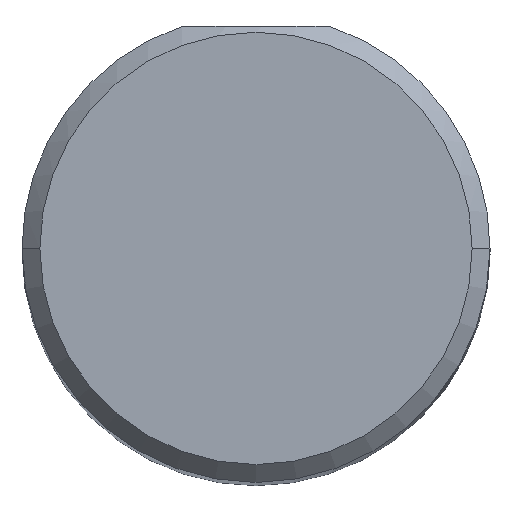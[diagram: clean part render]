
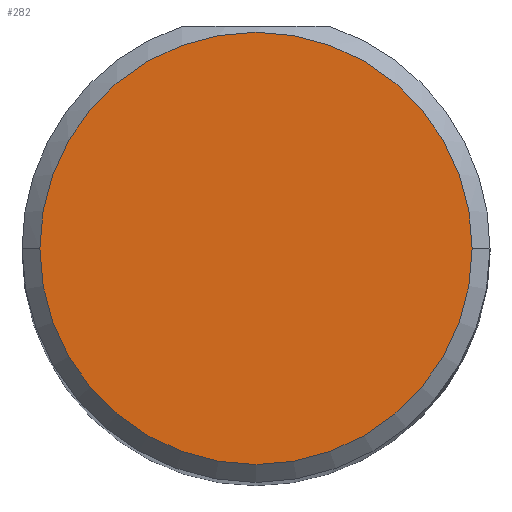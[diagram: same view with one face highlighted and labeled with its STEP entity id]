
A CAD part, top view. The second image highlights one B-rep face of the part: STEP entity #282.
In plain terms, the highlighted planar face has unit normal (0, 0, 1).
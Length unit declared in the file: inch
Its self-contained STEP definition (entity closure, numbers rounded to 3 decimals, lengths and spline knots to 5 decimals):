
#15 = CARTESIAN_POINT ( 'NONE',  ( -0.18185, 0., 2.83465 ) ) ;
#17 = DIRECTION ( 'NONE',  ( 0., 0., 1. ) ) ;
#39 = EDGE_LOOP ( 'NONE', ( #158, #488 ) ) ;
#42 = FACE_OUTER_BOUND ( 'NONE', #39, .T. ) ;
#49 = DIRECTION ( 'NONE',  ( 0., 0., 1. ) ) ;
#83 = DIRECTION ( 'NONE',  ( 0., 0., 1. ) ) ;
#98 = DIRECTION ( 'NONE',  ( 1., 0., 0. ) ) ;
#111 = AXIS2_PLACEMENT_3D ( 'NONE', #352, #17, #98 ) ;
#130 = PLANE ( 'NONE',  #211 ) ;
#139 = CARTESIAN_POINT ( 'NONE',  ( 0.18185, 0., 2.83465 ) ) ;
#149 = CARTESIAN_POINT ( 'NONE',  ( 0., 0., 2.83465 ) ) ;
#154 = VERTEX_POINT ( 'NONE', #15 ) ;
#158 = ORIENTED_EDGE ( 'NONE', *, *, #187, .T. ) ;
#162 = CIRCLE ( 'NONE', #470, 0.18185 ) ;
#187 = EDGE_CURVE ( 'NONE', #154, #331, #162, .T. ) ;
#206 = CARTESIAN_POINT ( 'NONE',  ( 0., 0., 2.83465 ) ) ;
#211 = AXIS2_PLACEMENT_3D ( 'NONE', #206, #83, #458 ) ;
#260 = CIRCLE ( 'NONE', #111, 0.18185 ) ;
#269 = DIRECTION ( 'NONE',  ( 1., 0., 0. ) ) ;
#282 = ADVANCED_FACE ( 'NONE', ( #42 ), #130, .T. ) ;
#311 = EDGE_CURVE ( 'NONE', #331, #154, #260, .T. ) ;
#331 = VERTEX_POINT ( 'NONE', #139 ) ;
#352 = CARTESIAN_POINT ( 'NONE',  ( 0., 0., 2.83465 ) ) ;
#458 = DIRECTION ( 'NONE',  ( 1., 0., 0. ) ) ;
#470 = AXIS2_PLACEMENT_3D ( 'NONE', #149, #49, #269 ) ;
#488 = ORIENTED_EDGE ( 'NONE', *, *, #311, .T. ) ;
